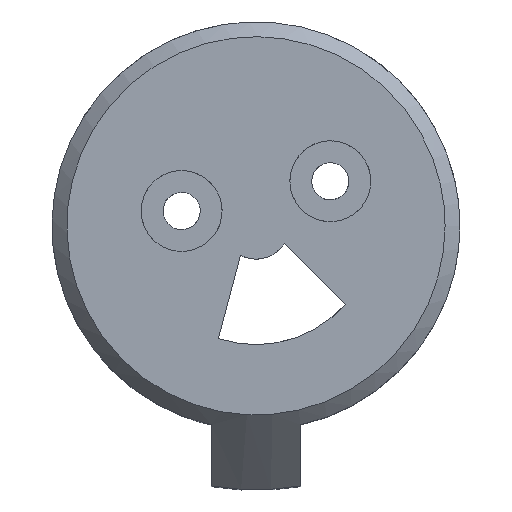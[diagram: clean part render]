
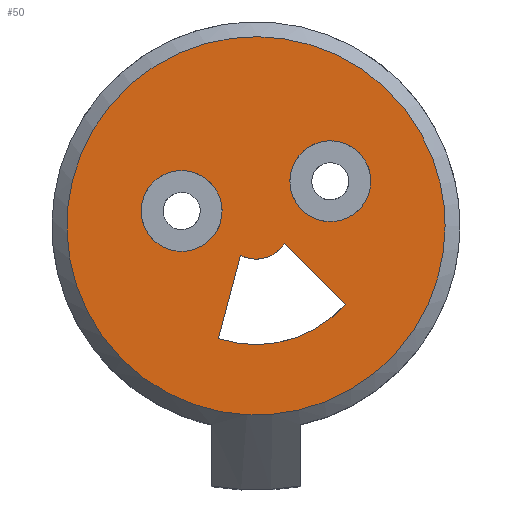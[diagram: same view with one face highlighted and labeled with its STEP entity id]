
A CAD part, top view. The second image highlights one B-rep face of the part: STEP entity #50.
In plain terms, the highlighted planar face has unit normal (0, 0, 1).
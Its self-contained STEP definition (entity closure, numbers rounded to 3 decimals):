
#21=FACE_BOUND('',#112,.T.);
#22=FACE_BOUND('',#113,.T.);
#23=FACE_BOUND('',#114,.T.);
#50=ADVANCED_FACE('',(#77,#21,#22,#23),#417,.T.);
#77=FACE_OUTER_BOUND('',#111,.T.);
#111=EDGE_LOOP('',(#230));
#112=EDGE_LOOP('',(#231,#232,#233,#234));
#113=EDGE_LOOP('',(#235));
#114=EDGE_LOOP('',(#236));
#230=ORIENTED_EDGE('',*,*,#264,.F.);
#231=ORIENTED_EDGE('',*,*,#294,.T.);
#232=ORIENTED_EDGE('',*,*,#297,.F.);
#233=ORIENTED_EDGE('',*,*,#295,.T.);
#234=ORIENTED_EDGE('',*,*,#296,.F.);
#235=ORIENTED_EDGE('',*,*,#245,.T.);
#236=ORIENTED_EDGE('',*,*,#239,.T.);
#239=EDGE_CURVE('',#360,#360,#334,.T.);
#245=EDGE_CURVE('',#364,#364,#338,.T.);
#264=EDGE_CURVE('',#388,#388,#352,.T.);
#294=EDGE_CURVE('',#391,#394,#328,.T.);
#295=EDGE_CURVE('',#397,#396,#329,.T.);
#296=EDGE_CURVE('',#391,#396,#330,.T.);
#297=EDGE_CURVE('',#397,#394,#331,.T.);
#328=B_SPLINE_CURVE_WITH_KNOTS('',3,(#1212,#1213,#1214,#1215,#1216,#1217,
#1218),.UNSPECIFIED.,.F.,.F.,(4,3,4),(2.271,7.433,
11.976),.UNSPECIFIED.);
#329=B_SPLINE_CURVE_WITH_KNOTS('',3,(#1219,#1220,#1221,#1222,#1223,#1224,
#1225),.UNSPECIFIED.,.F.,.F.,(4,3,4),(0.431,2.082,
3.903),.UNSPECIFIED.);
#330=B_SPLINE_CURVE_WITH_KNOTS('',3,(#1226,#1227,#1228,#1229),
 .UNSPECIFIED.,.F.,.F.,(4,4),(0.604,6.4),
 .UNSPECIFIED.);
#331=B_SPLINE_CURVE_WITH_KNOTS('',3,(#1230,#1231,#1232,#1233),
 .UNSPECIFIED.,.F.,.F.,(4,4),(0.117,5.913),
 .UNSPECIFIED.);
#334=(
BOUNDED_CURVE()
B_SPLINE_CURVE(2,(#768,#769,#770,#771,#772,#773,#774,#775,#776),
 .UNSPECIFIED.,.T.,.F.)
B_SPLINE_CURVE_WITH_KNOTS((3,2,2,2,3),(-17.093,-12.82,
-8.547,-4.273,0.),.UNSPECIFIED.)
CURVE()
GEOMETRIC_REPRESENTATION_ITEM()
RATIONAL_B_SPLINE_CURVE((1.,0.707,1.,0.707,1.,0.707,
1.,0.707,1.))
REPRESENTATION_ITEM('')
);
#338=(
BOUNDED_CURVE()
B_SPLINE_CURVE(2,(#825,#826,#827,#828,#829,#830,#831,#832,#833),
 .UNSPECIFIED.,.T.,.F.)
B_SPLINE_CURVE_WITH_KNOTS((3,2,2,2,3),(-17.093,-12.82,
-8.547,-4.273,0.),.UNSPECIFIED.)
CURVE()
GEOMETRIC_REPRESENTATION_ITEM()
RATIONAL_B_SPLINE_CURVE((1.,0.707,1.,0.707,1.,0.707,
1.,0.707,1.))
REPRESENTATION_ITEM('')
);
#352=(
BOUNDED_CURVE()
B_SPLINE_CURVE(2,(#975,#976,#977,#978,#979,#980,#981,#982,#983),
 .UNSPECIFIED.,.T.,.F.)
B_SPLINE_CURVE_WITH_KNOTS((3,2,2,2,3),(0.,19.981,39.963,
59.944,79.925),.UNSPECIFIED.)
CURVE()
GEOMETRIC_REPRESENTATION_ITEM()
RATIONAL_B_SPLINE_CURVE((1.,0.707,1.,0.707,1.,0.707,
1.,0.707,1.))
REPRESENTATION_ITEM('')
);
#360=VERTEX_POINT('',#718);
#364=VERTEX_POINT('',#722);
#388=VERTEX_POINT('',#746);
#391=VERTEX_POINT('',#749);
#394=VERTEX_POINT('',#752);
#396=VERTEX_POINT('',#754);
#397=VERTEX_POINT('',#755);
#417=PLANE('',#532);
#532=AXIS2_PLACEMENT_3D('',#716,#554,$);
#554=DIRECTION('',(0.,0.,1.));
#716=CARTESIAN_POINT('',(-38.716,92.791,-18.649));
#718=CARTESIAN_POINT('',(-27.,79.797,-18.649));
#722=CARTESIAN_POINT('',(-17.,81.797,-18.649));
#746=CARTESIAN_POINT('',(-12.,78.796,-18.649));
#749=CARTESIAN_POINT('',(-18.713,73.524,-18.649));
#752=CARTESIAN_POINT('',(-27.249,71.214,-18.649));
#754=CARTESIAN_POINT('',(-22.822,77.611,-18.649));
#755=CARTESIAN_POINT('',(-25.764,76.816,-18.649));
#768=CARTESIAN_POINT('',(-27.,79.797,-18.649));
#769=CARTESIAN_POINT('',(-27.,77.077,-18.649));
#770=CARTESIAN_POINT('',(-29.72,77.077,-18.649));
#771=CARTESIAN_POINT('',(-32.441,77.077,-18.649));
#772=CARTESIAN_POINT('',(-32.441,79.797,-18.649));
#773=CARTESIAN_POINT('',(-32.441,82.518,-18.649));
#774=CARTESIAN_POINT('',(-29.72,82.518,-18.649));
#775=CARTESIAN_POINT('',(-27.,82.518,-18.649));
#776=CARTESIAN_POINT('',(-27.,79.797,-18.649));
#825=CARTESIAN_POINT('',(-17.,81.797,-18.649));
#826=CARTESIAN_POINT('',(-17.,79.077,-18.649));
#827=CARTESIAN_POINT('',(-19.72,79.077,-18.649));
#828=CARTESIAN_POINT('',(-22.441,79.077,-18.649));
#829=CARTESIAN_POINT('',(-22.441,81.797,-18.649));
#830=CARTESIAN_POINT('',(-22.441,84.518,-18.649));
#831=CARTESIAN_POINT('',(-19.72,84.518,-18.649));
#832=CARTESIAN_POINT('',(-17.,84.518,-18.649));
#833=CARTESIAN_POINT('',(-17.,81.797,-18.649));
#975=CARTESIAN_POINT('',(-12.,78.796,-18.649));
#976=CARTESIAN_POINT('',(-12.,66.075,-18.649));
#977=CARTESIAN_POINT('',(-24.721,66.075,-18.649));
#978=CARTESIAN_POINT('',(-37.441,66.075,-18.649));
#979=CARTESIAN_POINT('',(-37.441,78.796,-18.649));
#980=CARTESIAN_POINT('',(-37.441,91.517,-18.649));
#981=CARTESIAN_POINT('',(-24.721,91.517,-18.649));
#982=CARTESIAN_POINT('',(-12.,91.517,-18.649));
#983=CARTESIAN_POINT('',(-12.,78.796,-18.649));
#1212=CARTESIAN_POINT('',(-18.713,73.524,-18.649));
#1213=CARTESIAN_POINT('',(-19.806,72.279,-18.649));
#1214=CARTESIAN_POINT('',(-21.272,71.39,-18.649));
#1215=CARTESIAN_POINT('',(-22.921,71.009,-18.649));
#1216=CARTESIAN_POINT('',(-24.373,70.674,-18.649));
#1217=CARTESIAN_POINT('',(-25.869,70.754,-18.649));
#1218=CARTESIAN_POINT('',(-27.249,71.214,-18.649));
#1219=CARTESIAN_POINT('',(-25.764,76.816,-18.649));
#1220=CARTESIAN_POINT('',(-25.293,76.568,-18.649));
#1221=CARTESIAN_POINT('',(-24.744,76.494,-18.649));
#1222=CARTESIAN_POINT('',(-24.217,76.616,-18.649));
#1223=CARTESIAN_POINT('',(-23.635,76.75,-18.649));
#1224=CARTESIAN_POINT('',(-23.135,77.111,-18.649));
#1225=CARTESIAN_POINT('',(-22.822,77.611,-18.649));
#1226=CARTESIAN_POINT('',(-18.713,73.524,-18.649));
#1227=CARTESIAN_POINT('',(-20.083,74.886,-18.649));
#1228=CARTESIAN_POINT('',(-21.452,76.249,-18.649));
#1229=CARTESIAN_POINT('',(-22.822,77.611,-18.649));
#1230=CARTESIAN_POINT('',(-25.764,76.816,-18.649));
#1231=CARTESIAN_POINT('',(-26.259,74.949,-18.649));
#1232=CARTESIAN_POINT('',(-26.754,73.082,-18.649));
#1233=CARTESIAN_POINT('',(-27.249,71.214,-18.649));
